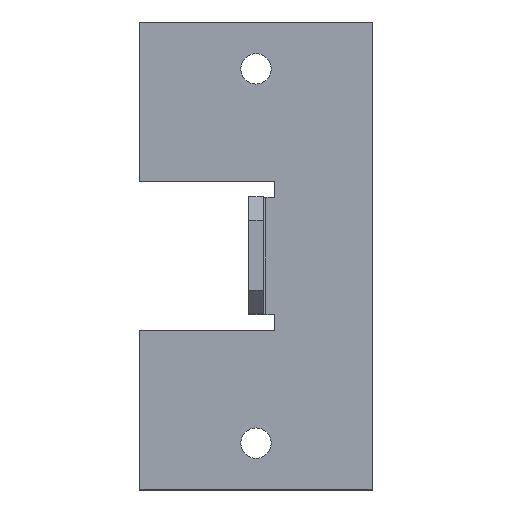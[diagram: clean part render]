
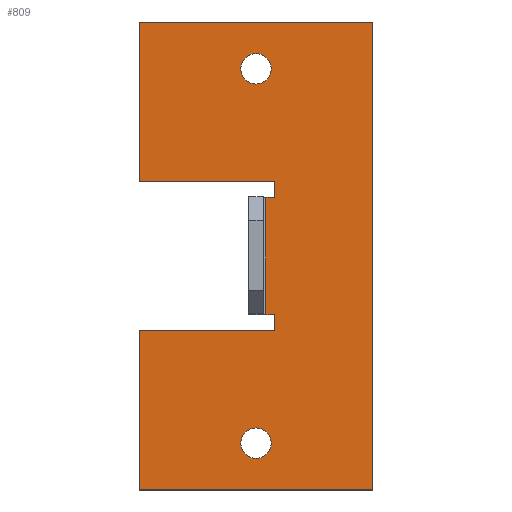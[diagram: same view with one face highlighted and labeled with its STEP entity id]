
A CAD part, top view. The second image highlights one B-rep face of the part: STEP entity #809.
In plain terms, the highlighted planar face has unit normal (0, 0, 1).
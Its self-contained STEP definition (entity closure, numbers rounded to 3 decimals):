
#13 = VERTEX_POINT ( 'NONE', #604 ) ;
#15 = CARTESIAN_POINT ( 'NONE',  ( -3.25, 40., 3. ) ) ;
#23 = DIRECTION ( 'NONE',  ( 0., 1., 0. ) ) ;
#29 = CARTESIAN_POINT ( 'NONE',  ( -25., -50., 3. ) ) ;
#30 = EDGE_LOOP ( 'NONE', ( #847, #490, #502, #527, #201, #619, #641, #504, #212, #423, #81, #378 ) ) ;
#38 = DIRECTION ( 'NONE',  ( 1., 0., 0. ) ) ;
#39 = DIRECTION ( 'NONE',  ( 1., 0., 0. ) ) ;
#43 = CARTESIAN_POINT ( 'NONE',  ( 0., -40., 3. ) ) ;
#47 = EDGE_CURVE ( 'NONE', #68, #609, #463, .T. ) ;
#49 = DIRECTION ( 'NONE',  ( 0., 0., 1. ) ) ;
#50 = EDGE_CURVE ( 'NONE', #335, #673, #363, .T. ) ;
#55 = EDGE_CURVE ( 'NONE', #221, #335, #407, .T. ) ;
#61 = CARTESIAN_POINT ( 'NONE',  ( 0., 40., 3. ) ) ;
#62 = EDGE_CURVE ( 'NONE', #321, #673, #224, .T. ) ;
#68 = VERTEX_POINT ( 'NONE', #15 ) ;
#75 = CARTESIAN_POINT ( 'NONE',  ( -3.25, -40., 3. ) ) ;
#79 = FACE_OUTER_BOUND ( 'NONE', #30, .T. ) ;
#81 = ORIENTED_EDGE ( 'NONE', *, *, #511, .T. ) ;
#83 = FACE_BOUND ( 'NONE', #479, .T. ) ;
#89 = VECTOR ( 'NONE', #739, 1000. ) ;
#90 = PLANE ( 'NONE',  #578 ) ;
#99 = CARTESIAN_POINT ( 'NONE',  ( 4., 12.5, 3. ) ) ;
#108 = VECTOR ( 'NONE', #736, 1000. ) ;
#112 = VECTOR ( 'NONE', #351, 1000. ) ;
#113 = ORIENTED_EDGE ( 'NONE', *, *, #646, .F. ) ;
#126 = CARTESIAN_POINT ( 'NONE',  ( 4., 16., 3. ) ) ;
#133 = CARTESIAN_POINT ( 'NONE',  ( 3.25, 40., 3. ) ) ;
#135 = VECTOR ( 'NONE', #189, 1000. ) ;
#146 = CARTESIAN_POINT ( 'NONE',  ( 2.1, 12.5, 3. ) ) ;
#158 = DIRECTION ( 'NONE',  ( -1., 0., 0. ) ) ;
#162 = LINE ( 'NONE', #622, #209 ) ;
#184 = VERTEX_POINT ( 'NONE', #782 ) ;
#186 = DIRECTION ( 'NONE',  ( 0., 1., 0. ) ) ;
#189 = DIRECTION ( 'NONE',  ( 1., 0., 0. ) ) ;
#194 = ORIENTED_EDGE ( 'NONE', *, *, #514, .F. ) ;
#201 = ORIENTED_EDGE ( 'NONE', *, *, #827, .F. ) ;
#203 = CARTESIAN_POINT ( 'NONE',  ( 3.25, -40., 3. ) ) ;
#208 = EDGE_CURVE ( 'NONE', #13, #184, #556, .T. ) ;
#209 = VECTOR ( 'NONE', #186, 1000. ) ;
#212 = ORIENTED_EDGE ( 'NONE', *, *, #846, .T. ) ;
#221 = VERTEX_POINT ( 'NONE', #572 ) ;
#224 = LINE ( 'NONE', #639, #411 ) ;
#230 = VECTOR ( 'NONE', #632, 1000. ) ;
#248 = CIRCLE ( 'NONE', #306, 3.25 ) ;
#261 = FACE_BOUND ( 'NONE', #706, .T. ) ;
#262 = DIRECTION ( 'NONE',  ( 0., 0., 1. ) ) ;
#263 = LINE ( 'NONE', #738, #108 ) ;
#270 = ORIENTED_EDGE ( 'NONE', *, *, #47, .F. ) ;
#291 = VERTEX_POINT ( 'NONE', #99 ) ;
#306 = AXIS2_PLACEMENT_3D ( 'NONE', #43, #422, #486 ) ;
#321 = VERTEX_POINT ( 'NONE', #126 ) ;
#330 = VECTOR ( 'NONE', #857, 1000. ) ;
#335 = VERTEX_POINT ( 'NONE', #610 ) ;
#343 = VECTOR ( 'NONE', #549, 1000. ) ;
#351 = DIRECTION ( 'NONE',  ( 1., 0., 0. ) ) ;
#363 = LINE ( 'NONE', #29, #230 ) ;
#378 = ORIENTED_EDGE ( 'NONE', *, *, #55, .T. ) ;
#401 = EDGE_CURVE ( 'NONE', #291, #321, #162, .T. ) ;
#407 = LINE ( 'NONE', #608, #343 ) ;
#411 = VECTOR ( 'NONE', #506, 1000. ) ;
#415 = CARTESIAN_POINT ( 'NONE',  ( -25., -50., 3. ) ) ;
#422 = DIRECTION ( 'NONE',  ( 0., 0., 1. ) ) ;
#423 = ORIENTED_EDGE ( 'NONE', *, *, #747, .T. ) ;
#424 = EDGE_CURVE ( 'NONE', #449, #767, #637, .T. ) ;
#429 = VERTEX_POINT ( 'NONE', #75 ) ;
#446 = CARTESIAN_POINT ( 'NONE',  ( -25., -50., 3. ) ) ;
#449 = VERTEX_POINT ( 'NONE', #477 ) ;
#450 = CARTESIAN_POINT ( 'NONE',  ( 2.1, -12.5, 3. ) ) ;
#452 = LINE ( 'NONE', #788, #330 ) ;
#455 = CARTESIAN_POINT ( 'NONE',  ( 4., -16., 3. ) ) ;
#459 = VECTOR ( 'NONE', #23, 1000. ) ;
#463 = CIRCLE ( 'NONE', #714, 3.25 ) ;
#477 = CARTESIAN_POINT ( 'NONE',  ( -25., -16., 3. ) ) ;
#479 = EDGE_LOOP ( 'NONE', ( #113, #537 ) ) ;
#486 = DIRECTION ( 'NONE',  ( -1., 0., 0. ) ) ;
#490 = ORIENTED_EDGE ( 'NONE', *, *, #62, .F. ) ;
#502 = ORIENTED_EDGE ( 'NONE', *, *, #401, .F. ) ;
#504 = ORIENTED_EDGE ( 'NONE', *, *, #424, .F. ) ;
#505 = EDGE_CURVE ( 'NONE', #767, #184, #855, .T. ) ;
#506 = DIRECTION ( 'NONE',  ( -1., 0., 0. ) ) ;
#511 = EDGE_CURVE ( 'NONE', #669, #221, #600, .T. ) ;
#514 = EDGE_CURVE ( 'NONE', #609, #68, #851, .T. ) ;
#519 = EDGE_CURVE ( 'NONE', #690, #291, #585, .T. ) ;
#524 = DIRECTION ( 'NONE',  ( 0., 1., 0. ) ) ;
#527 = ORIENTED_EDGE ( 'NONE', *, *, #519, .F. ) ;
#537 = ORIENTED_EDGE ( 'NONE', *, *, #716, .F. ) ;
#540 = LINE ( 'NONE', #415, #89 ) ;
#547 = CARTESIAN_POINT ( 'NONE',  ( 25., -50., 3. ) ) ;
#549 = DIRECTION ( 'NONE',  ( -1., 0., 0. ) ) ;
#556 = LINE ( 'NONE', #450, #744 ) ;
#563 = CARTESIAN_POINT ( 'NONE',  ( 0., 40., 3. ) ) ;
#572 = CARTESIAN_POINT ( 'NONE',  ( 25., 50., 3. ) ) ;
#578 = AXIS2_PLACEMENT_3D ( 'NONE', #727, #854, #158 ) ;
#581 = CARTESIAN_POINT ( 'NONE',  ( 25., -50., 3. ) ) ;
#585 = LINE ( 'NONE', #912, #112 ) ;
#586 = DIRECTION ( 'NONE',  ( 0., 0., 1. ) ) ;
#587 = DIRECTION ( 'NONE',  ( 1., 0., 0. ) ) ;
#600 = LINE ( 'NONE', #547, #602 ) ;
#602 = VECTOR ( 'NONE', #524, 1000. ) ;
#604 = CARTESIAN_POINT ( 'NONE',  ( 2.1, -12.5, 3. ) ) ;
#608 = CARTESIAN_POINT ( 'NONE',  ( -25., 50., 3. ) ) ;
#609 = VERTEX_POINT ( 'NONE', #133 ) ;
#610 = CARTESIAN_POINT ( 'NONE',  ( -25., 50., 3. ) ) ;
#619 = ORIENTED_EDGE ( 'NONE', *, *, #208, .T. ) ;
#622 = CARTESIAN_POINT ( 'NONE',  ( 4., -16., 3. ) ) ;
#623 = CARTESIAN_POINT ( 'NONE',  ( 4., -16., 3. ) ) ;
#632 = DIRECTION ( 'NONE',  ( 0., -1., 0. ) ) ;
#637 = LINE ( 'NONE', #623, #135 ) ;
#639 = CARTESIAN_POINT ( 'NONE',  ( 4., 16., 3. ) ) ;
#640 = DIRECTION ( 'NONE',  ( -1., 0., 0. ) ) ;
#641 = ORIENTED_EDGE ( 'NONE', *, *, #505, .F. ) ;
#646 = EDGE_CURVE ( 'NONE', #429, #880, #248, .T. ) ;
#660 = CARTESIAN_POINT ( 'NONE',  ( 0., -40., 3. ) ) ;
#668 = VERTEX_POINT ( 'NONE', #446 ) ;
#669 = VERTEX_POINT ( 'NONE', #581 ) ;
#673 = VERTEX_POINT ( 'NONE', #686 ) ;
#686 = CARTESIAN_POINT ( 'NONE',  ( -25., 16., 3. ) ) ;
#690 = VERTEX_POINT ( 'NONE', #146 ) ;
#706 = EDGE_LOOP ( 'NONE', ( #270, #194 ) ) ;
#714 = AXIS2_PLACEMENT_3D ( 'NONE', #563, #586, #587 ) ;
#716 = EDGE_CURVE ( 'NONE', #880, #429, #895, .T. ) ;
#727 = CARTESIAN_POINT ( 'NONE',  ( 25., 50., 3. ) ) ;
#736 = DIRECTION ( 'NONE',  ( 0., 1., 0. ) ) ;
#738 = CARTESIAN_POINT ( 'NONE',  ( 2.1, -12.5, 3. ) ) ;
#739 = DIRECTION ( 'NONE',  ( 0., -1., 0. ) ) ;
#744 = VECTOR ( 'NONE', #38, 1000. ) ;
#747 = EDGE_CURVE ( 'NONE', #668, #669, #452, .T. ) ;
#767 = VERTEX_POINT ( 'NONE', #455 ) ;
#782 = CARTESIAN_POINT ( 'NONE',  ( 4., -12.5, 3. ) ) ;
#788 = CARTESIAN_POINT ( 'NONE',  ( -25., -50., 3. ) ) ;
#806 = AXIS2_PLACEMENT_3D ( 'NONE', #660, #262, #640 ) ;
#809 = ADVANCED_FACE ( 'NONE', ( #261, #79, #83 ), #90, .F. ) ;
#821 = CARTESIAN_POINT ( 'NONE',  ( 4., -16., 3. ) ) ;
#827 = EDGE_CURVE ( 'NONE', #13, #690, #263, .T. ) ;
#846 = EDGE_CURVE ( 'NONE', #449, #668, #540, .T. ) ;
#847 = ORIENTED_EDGE ( 'NONE', *, *, #50, .T. ) ;
#851 = CIRCLE ( 'NONE', #873, 3.25 ) ;
#854 = DIRECTION ( 'NONE',  ( 0., 0., -1. ) ) ;
#855 = LINE ( 'NONE', #821, #459 ) ;
#857 = DIRECTION ( 'NONE',  ( 1., 0., 0. ) ) ;
#873 = AXIS2_PLACEMENT_3D ( 'NONE', #61, #49, #39 ) ;
#880 = VERTEX_POINT ( 'NONE', #203 ) ;
#895 = CIRCLE ( 'NONE', #806, 3.25 ) ;
#912 = CARTESIAN_POINT ( 'NONE',  ( 2.1, 12.5, 3. ) ) ;
